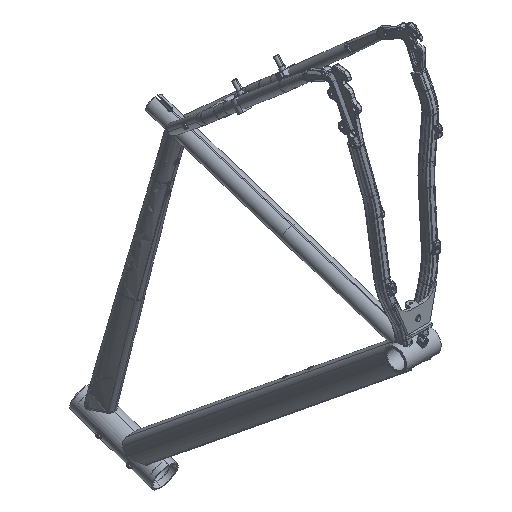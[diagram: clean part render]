
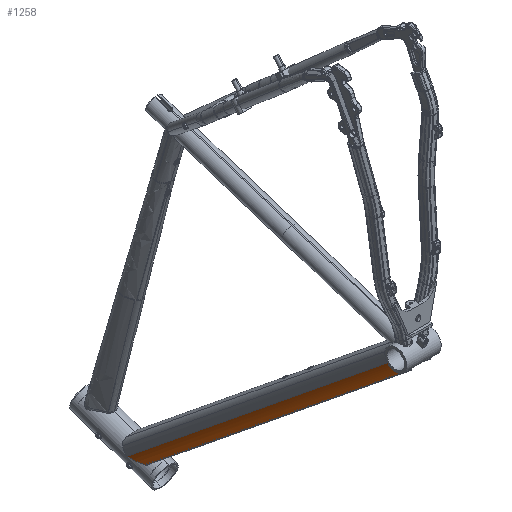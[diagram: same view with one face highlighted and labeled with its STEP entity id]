
A CAD part, isometric view. The second image highlights one B-rep face of the part: STEP entity #1258.
In plain terms, the highlighted cylindrical face has radius 60 mm (diameter 120 mm), a partial arc.
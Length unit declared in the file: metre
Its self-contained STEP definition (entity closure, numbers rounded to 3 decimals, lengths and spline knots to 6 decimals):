
#1258=ADVANCED_FACE('0:79',(#3090),#3091,.T.);
#3090=FACE_OUTER_BOUND('',#6781,.T.);
#3091=CYLINDRICAL_SURFACE('',#6782,0.06);
#6781=EDGE_LOOP('',(#31047,#31048,#31049,#31050,#31051));
#6782=AXIS2_PLACEMENT_3D('',#31052,#31053,#31054);
#31047=ORIENTED_EDGE('',*,*,#44157,.F.);
#31048=ORIENTED_EDGE('',*,*,#44158,.T.);
#31049=ORIENTED_EDGE('',*,*,#44135,.T.);
#31050=ORIENTED_EDGE('',*,*,#44159,.F.);
#31051=ORIENTED_EDGE('',*,*,#44160,.F.);
#31052=CARTESIAN_POINT('',(0.0355,0.565955,-0.461084));
#31053=DIRECTION('',(0.0,0.777,-0.63));
#31054=DIRECTION('',(-1.0,0.0,0.0));
#44135=EDGE_CURVE('0:490',#48385,#48383,#48386,.T.);
#44157=EDGE_CURVE('',#48428,#48429,#48430,.T.);
#44158=EDGE_CURVE('0:256',#48428,#48385,#48431,.T.);
#44159=EDGE_CURVE('0:493',#48432,#48383,#48433,.T.);
#44160=EDGE_CURVE('0:415',#48429,#48432,#48434,.T.);
#48383=VERTEX_POINT('NONE',#55228);
#48385=VERTEX_POINT('NONE',#55230);
#48386=LINE('',#55231,#55232);
#48428=VERTEX_POINT('',#55524);
#48429=VERTEX_POINT('',#55525);
#48430=LINE('',#55526,#55527);
#48431=B_SPLINE_CURVE_WITH_KNOTS('',3,(#55528,#55529,#55530,#55531,#55532,#55533,#55534,#55535,#55536,#55537,#55538,#55539,#55540,#55541,#55542,#55543,#55544,#55545,#55546,#55547,#55548,#55549,#55550,#55551,#55552,#55553,#55554,#55555,#55556,#55557,#55558),.UNSPECIFIED.,.F.,.F.,(4,3,3,3,3,3,3,3,3,3,4),(0.0,0.005047,0.008948,0.01094,0.014285,0.016052,0.019455,0.023801,0.029186,0.037152,0.048323),.UNSPECIFIED.);
#48432=VERTEX_POINT('NONE',#55559);
#48433=CIRCLE('',#55560,0.06);
#48434=B_SPLINE_CURVE_WITH_KNOTS('',3,(#55561,#55562,#55563,#55564,#55565,#55566,#55567,#55568,#55569,#55570,#55571,#55572,#55573,#55574,#55575,#55576,#55577,#55578,#55579,#55580,#55581,#55582,#55583,#55584,#55585,#55586,#55587,#55588,#55589,#55590,#55591,#55592,#55593,#55594,#55595,#55596,#55597,#55598,#55599,#55600,#55601,#55602,#55603,#55604,#55605,#55606,#55607,#55608,#55609),.UNSPECIFIED.,.F.,.F.,(4,3,3,3,3,3,3,3,3,3,3,3,3,3,3,3,4),(0.118522,0.120641,0.122634,0.126441,0.128809,0.13417,0.136905,0.141384,0.144026,0.147805,0.149817,0.154451,0.156845,0.160111,0.163858,0.166077,0.16757),.UNSPECIFIED.);
#55228=CARTESIAN_POINT('',(-0.020707,-0.014384,-0.017747));
#55230=CARTESIAN_POINT('',(-0.020707,0.505157,-0.438833));
#55231=CARTESIAN_POINT('',(-0.020707,0.552735,-0.477395));
#55232=VECTOR('',#79718,1.0);
#55524=CARTESIAN_POINT('',(-0.0245,0.536833,-0.43748));
#55525=CARTESIAN_POINT('',(-0.0245,0.015477,-0.014924));
#55526=CARTESIAN_POINT('',(-0.0245,0.267361,-0.219075));
#55527=VECTOR('',#79732,1.0);
#55528=CARTESIAN_POINT('',(-0.022391,0.548782,-0.426867));
#55529=CARTESIAN_POINT('',(-0.022836,0.547782,-0.428159));
#55530=CARTESIAN_POINT('',(-0.02321,0.546764,-0.429451));
#55531=CARTESIAN_POINT('',(-0.023513,0.54569,-0.430711));
#55532=CARTESIAN_POINT('',(-0.023748,0.54486,-0.431684));
#55533=CARTESIAN_POINT('',(-0.023941,0.543997,-0.432639));
#55534=CARTESIAN_POINT('',(-0.024092,0.54306,-0.433537));
#55535=CARTESIAN_POINT('',(-0.024169,0.542582,-0.433996));
#55536=CARTESIAN_POINT('',(-0.024235,0.542082,-0.434441));
#55537=CARTESIAN_POINT('',(-0.02429,0.541559,-0.43486));
#55538=CARTESIAN_POINT('',(-0.024382,0.54068,-0.435562));
#55539=CARTESIAN_POINT('',(-0.024441,0.539748,-0.436176));
#55540=CARTESIAN_POINT('',(-0.024472,0.538748,-0.436678));
#55541=CARTESIAN_POINT('',(-0.024489,0.53822,-0.436943));
#55542=CARTESIAN_POINT('',(-0.024497,0.537672,-0.437178));
#55543=CARTESIAN_POINT('',(-0.024499,0.53711,-0.437382));
#55544=CARTESIAN_POINT('',(-0.024504,0.536028,-0.437776));
#55545=CARTESIAN_POINT('',(-0.024484,0.534924,-0.43805));
#55546=CARTESIAN_POINT('',(-0.024448,0.533806,-0.438256));
#55547=CARTESIAN_POINT('',(-0.024401,0.53238,-0.438519));
#55548=CARTESIAN_POINT('',(-0.024328,0.53093,-0.438674));
#55549=CARTESIAN_POINT('',(-0.024234,0.529478,-0.43878));
#55550=CARTESIAN_POINT('',(-0.024117,0.527678,-0.438913));
#55551=CARTESIAN_POINT('',(-0.023969,0.525882,-0.438971));
#55552=CARTESIAN_POINT('',(-0.02379,0.524091,-0.439002));
#55553=CARTESIAN_POINT('',(-0.023525,0.52144,-0.439048));
#55554=CARTESIAN_POINT('',(-0.023195,0.5188,-0.439033));
#55555=CARTESIAN_POINT('',(-0.022797,0.516168,-0.439004));
#55556=CARTESIAN_POINT('',(-0.022239,0.512478,-0.438963));
#55557=CARTESIAN_POINT('',(-0.021548,0.508807,-0.438892));
#55558=CARTESIAN_POINT('',(-0.020707,0.505157,-0.438833));
#55559=CARTESIAN_POINT('',(-0.021191,-0.013538,-0.016703));
#55560=AXIS2_PLACEMENT_3D('',#79733,#79734,#79735);
#55561=CARTESIAN_POINT('',(-0.022391,0.021494,0.000497));
#55562=CARTESIAN_POINT('',(-0.022535,0.02151,-0.000197));
#55563=CARTESIAN_POINT('',(-0.022678,0.021493,-0.000894));
#55564=CARTESIAN_POINT('',(-0.022817,0.021441,-0.001595));
#55565=CARTESIAN_POINT('',(-0.022949,0.021392,-0.002254));
#55566=CARTESIAN_POINT('',(-0.023075,0.021313,-0.002907));
#55567=CARTESIAN_POINT('',(-0.023196,0.021204,-0.003553));
#55568=CARTESIAN_POINT('',(-0.023427,0.020998,-0.004788));
#55569=CARTESIAN_POINT('',(-0.023637,0.020685,-0.005998));
#55570=CARTESIAN_POINT('',(-0.023817,0.020263,-0.007186));
#55571=CARTESIAN_POINT('',(-0.02393,0.020001,-0.007925));
#55572=CARTESIAN_POINT('',(-0.024032,0.019695,-0.00866));
#55573=CARTESIAN_POINT('',(-0.024119,0.019349,-0.009374));
#55574=CARTESIAN_POINT('',(-0.024317,0.018566,-0.010989));
#55575=CARTESIAN_POINT('',(-0.02444,0.017597,-0.012483));
#55576=CARTESIAN_POINT('',(-0.024483,0.01644,-0.013856));
#55577=CARTESIAN_POINT('',(-0.024505,0.01585,-0.014556));
#55578=CARTESIAN_POINT('',(-0.024505,0.015205,-0.015228));
#55579=CARTESIAN_POINT('',(-0.024486,0.014529,-0.015848));
#55580=CARTESIAN_POINT('',(-0.024453,0.013423,-0.016862));
#55581=CARTESIAN_POINT('',(-0.024366,0.012225,-0.017749));
#55582=CARTESIAN_POINT('',(-0.024234,0.010937,-0.01851));
#55583=CARTESIAN_POINT('',(-0.024156,0.010177,-0.018959));
#55584=CARTESIAN_POINT('',(-0.024061,0.009381,-0.019365));
#55585=CARTESIAN_POINT('',(-0.023955,0.008575,-0.019716));
#55586=CARTESIAN_POINT('',(-0.023803,0.007422,-0.020218));
#55587=CARTESIAN_POINT('',(-0.023629,0.006237,-0.020613));
#55588=CARTESIAN_POINT('',(-0.02344,0.005021,-0.020905));
#55589=CARTESIAN_POINT('',(-0.023339,0.004374,-0.021061));
#55590=CARTESIAN_POINT('',(-0.023234,0.003716,-0.021187));
#55591=CARTESIAN_POINT('',(-0.023127,0.003052,-0.021282));
#55592=CARTESIAN_POINT('',(-0.02288,0.001523,-0.021502));
#55593=CARTESIAN_POINT('',(-0.022628,-0.000003,-0.021554));
#55594=CARTESIAN_POINT('',(-0.022389,-0.001528,-0.021446));
#55595=CARTESIAN_POINT('',(-0.022266,-0.002316,-0.021389));
#55596=CARTESIAN_POINT('',(-0.022146,-0.003107,-0.021289));
#55597=CARTESIAN_POINT('',(-0.022033,-0.003893,-0.021145));
#55598=CARTESIAN_POINT('',(-0.021878,-0.004966,-0.020947));
#55599=CARTESIAN_POINT('',(-0.021739,-0.006015,-0.02067));
#55600=CARTESIAN_POINT('',(-0.02162,-0.007037,-0.020316));
#55601=CARTESIAN_POINT('',(-0.021484,-0.008209,-0.01991));
#55602=CARTESIAN_POINT('',(-0.021376,-0.009347,-0.019403));
#55603=CARTESIAN_POINT('',(-0.021301,-0.01045,-0.018789));
#55604=CARTESIAN_POINT('',(-0.021258,-0.011104,-0.018426));
#55605=CARTESIAN_POINT('',(-0.021226,-0.011738,-0.018028));
#55606=CARTESIAN_POINT('',(-0.021209,-0.012345,-0.017603));
#55607=CARTESIAN_POINT('',(-0.021197,-0.012754,-0.017316));
#55608=CARTESIAN_POINT('',(-0.021191,-0.013151,-0.017016));
#55609=CARTESIAN_POINT('',(-0.021191,-0.013538,-0.016703));
#79718=DIRECTION('',(0.,-0.777,0.63));
#79732=DIRECTION('',(-0.0,-0.777,0.63));
#79733=CARTESIAN_POINT('',(0.0355,-0.001164,-0.001436));
#79734=DIRECTION('',(0.,-0.777,0.63));
#79735=DIRECTION('',(-1.0,0.,0.));
